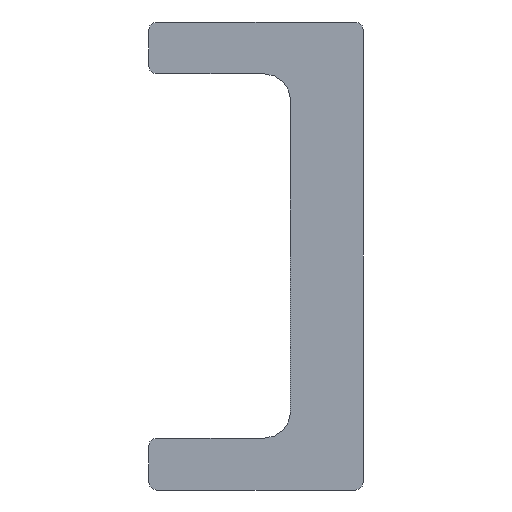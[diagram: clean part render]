
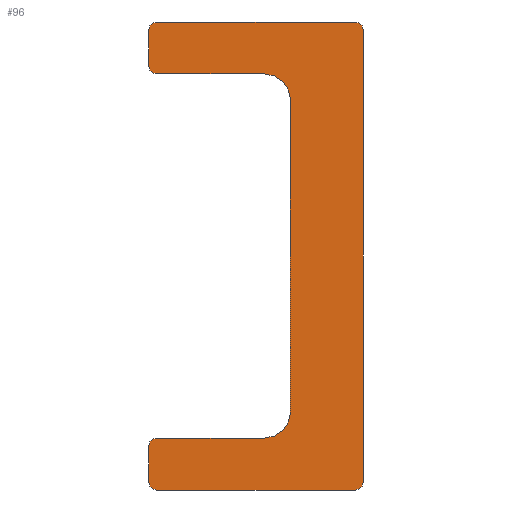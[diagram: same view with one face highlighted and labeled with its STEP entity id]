
A CAD part, front view. The second image highlights one B-rep face of the part: STEP entity #96.
In plain terms, the highlighted planar face has unit normal (0, -1, 0).
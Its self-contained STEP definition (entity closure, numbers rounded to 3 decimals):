
#96 = ADVANCED_FACE( '', ( #243 ), #244, .F. );
#243 = FACE_OUTER_BOUND( '', #500, .T. );
#244 = PLANE( '', #501 );
#500 = EDGE_LOOP( '', ( #769, #770, #771, #772, #773, #774, #775, #776, #777, #778, #779, #780, #781, #782, #783, #784 ) );
#501 = AXIS2_PLACEMENT_3D( '', #785, #786, #787 );
#769 = ORIENTED_EDGE( '', *, *, #1199, .F. );
#770 = ORIENTED_EDGE( '', *, *, #1200, .T. );
#771 = ORIENTED_EDGE( '', *, *, #1201, .F. );
#772 = ORIENTED_EDGE( '', *, *, #1202, .T. );
#773 = ORIENTED_EDGE( '', *, *, #1203, .F. );
#774 = ORIENTED_EDGE( '', *, *, #1204, .T. );
#775 = ORIENTED_EDGE( '', *, *, #1205, .F. );
#776 = ORIENTED_EDGE( '', *, *, #1206, .T. );
#777 = ORIENTED_EDGE( '', *, *, #1207, .F. );
#778 = ORIENTED_EDGE( '', *, *, #1208, .T. );
#779 = ORIENTED_EDGE( '', *, *, #1209, .F. );
#780 = ORIENTED_EDGE( '', *, *, #1193, .T. );
#781 = ORIENTED_EDGE( '', *, *, #1210, .F. );
#782 = ORIENTED_EDGE( '', *, *, #1211, .T. );
#783 = ORIENTED_EDGE( '', *, *, #1212, .F. );
#784 = ORIENTED_EDGE( '', *, *, #1185, .T. );
#785 = CARTESIAN_POINT( '', ( -4.125, 0., 9. ) );
#786 = DIRECTION( '', ( 0., 1., 0. ) );
#787 = DIRECTION( '', ( 0., 0., 1. ) );
#1185 = EDGE_CURVE( '', #1356, #1354, #1357, .F. );
#1193 = EDGE_CURVE( '', #1370, #1368, #1371, .F. );
#1199 = EDGE_CURVE( '', #1379, #1354, #1380, .T. );
#1200 = EDGE_CURVE( '', #1379, #1381, #1382, .F. );
#1201 = EDGE_CURVE( '', #1383, #1381, #1384, .T. );
#1202 = EDGE_CURVE( '', #1383, #1385, #1386, .F. );
#1203 = EDGE_CURVE( '', #1387, #1385, #1388, .T. );
#1204 = EDGE_CURVE( '', #1387, #1389, #1390, .F. );
#1205 = EDGE_CURVE( '', #1391, #1389, #1392, .T. );
#1206 = EDGE_CURVE( '', #1391, #1393, #1394, .T. );
#1207 = EDGE_CURVE( '', #1395, #1393, #1396, .T. );
#1208 = EDGE_CURVE( '', #1395, #1397, #1398, .T. );
#1209 = EDGE_CURVE( '', #1370, #1397, #1399, .T. );
#1210 = EDGE_CURVE( '', #1400, #1368, #1401, .T. );
#1211 = EDGE_CURVE( '', #1400, #1402, #1403, .F. );
#1212 = EDGE_CURVE( '', #1356, #1402, #1404, .T. );
#1354 = VERTEX_POINT( '', #1606 );
#1356 = VERTEX_POINT( '', #1609 );
#1357 = CIRCLE( '', #1610, 0.3 );
#1368 = VERTEX_POINT( '', #1622 );
#1370 = VERTEX_POINT( '', #1625 );
#1371 = CIRCLE( '', #1626, 0.3 );
#1379 = VERTEX_POINT( '', #1635 );
#1380 = LINE( '', #1636, #1637 );
#1381 = VERTEX_POINT( '', #1638 );
#1382 = CIRCLE( '', #1639, 0.3 );
#1383 = VERTEX_POINT( '', #1640 );
#1384 = LINE( '', #1641, #1642 );
#1385 = VERTEX_POINT( '', #1643 );
#1386 = CIRCLE( '', #1644, 0.3 );
#1387 = VERTEX_POINT( '', #1645 );
#1388 = LINE( '', #1646, #1647 );
#1389 = VERTEX_POINT( '', #1648 );
#1390 = CIRCLE( '', #1649, 0.3 );
#1391 = VERTEX_POINT( '', #1650 );
#1392 = LINE( '', #1651, #1652 );
#1393 = VERTEX_POINT( '', #1653 );
#1394 = CIRCLE( '', #1654, 1. );
#1395 = VERTEX_POINT( '', #1655 );
#1396 = LINE( '', #1656, #1657 );
#1397 = VERTEX_POINT( '', #1658 );
#1398 = CIRCLE( '', #1659, 1. );
#1399 = LINE( '', #1660, #1661 );
#1400 = VERTEX_POINT( '', #1662 );
#1401 = LINE( '', #1663, #1664 );
#1402 = VERTEX_POINT( '', #1665 );
#1403 = CIRCLE( '', #1666, 0.3 );
#1404 = LINE( '', #1667, #1668 );
#1606 = CARTESIAN_POINT( '', ( 4.125, 0., -8.7 ) );
#1609 = CARTESIAN_POINT( '', ( 3.825, 0., -9. ) );
#1610 = AXIS2_PLACEMENT_3D( '', #1892, #1893, #1894 );
#1622 = CARTESIAN_POINT( '', ( -4.125, 0., -7.3 ) );
#1625 = CARTESIAN_POINT( '', ( -3.825, 0., -7. ) );
#1626 = AXIS2_PLACEMENT_3D( '', #1906, #1907, #1908 );
#1635 = CARTESIAN_POINT( '', ( 4.125, 0., 8.7 ) );
#1636 = CARTESIAN_POINT( '', ( 4.125, 0., 9. ) );
#1637 = VECTOR( '', #1916, 1000. );
#1638 = CARTESIAN_POINT( '', ( 3.825, 0., 9. ) );
#1639 = AXIS2_PLACEMENT_3D( '', #1917, #1918, #1919 );
#1640 = CARTESIAN_POINT( '', ( -3.825, 0., 9. ) );
#1641 = CARTESIAN_POINT( '', ( -4.125, 0., 9. ) );
#1642 = VECTOR( '', #1920, 1000. );
#1643 = CARTESIAN_POINT( '', ( -4.125, 0., 8.7 ) );
#1644 = AXIS2_PLACEMENT_3D( '', #1921, #1922, #1923 );
#1645 = CARTESIAN_POINT( '', ( -4.125, 0., 7.3 ) );
#1646 = CARTESIAN_POINT( '', ( -4.125, 0., -9. ) );
#1647 = VECTOR( '', #1924, 1000. );
#1648 = CARTESIAN_POINT( '', ( -3.825, 0., 7. ) );
#1649 = AXIS2_PLACEMENT_3D( '', #1925, #1926, #1927 );
#1650 = CARTESIAN_POINT( '', ( 0.325, 0., 7. ) );
#1651 = CARTESIAN_POINT( '', ( -4.125, 0., 7. ) );
#1652 = VECTOR( '', #1928, 1000. );
#1653 = CARTESIAN_POINT( '', ( 1.325, 0., 6. ) );
#1654 = AXIS2_PLACEMENT_3D( '', #1929, #1930, #1931 );
#1655 = CARTESIAN_POINT( '', ( 1.325, 0., -6. ) );
#1656 = CARTESIAN_POINT( '', ( 1.325, 0., 7. ) );
#1657 = VECTOR( '', #1932, 1000. );
#1658 = CARTESIAN_POINT( '', ( 0.325, 0., -7. ) );
#1659 = AXIS2_PLACEMENT_3D( '', #1933, #1934, #1935 );
#1660 = CARTESIAN_POINT( '', ( 1.325, 0., -7. ) );
#1661 = VECTOR( '', #1936, 1000. );
#1662 = CARTESIAN_POINT( '', ( -4.125, 0., -8.7 ) );
#1663 = CARTESIAN_POINT( '', ( -4.125, 0., -9. ) );
#1664 = VECTOR( '', #1937, 1000. );
#1665 = CARTESIAN_POINT( '', ( -3.825, 0., -9. ) );
#1666 = AXIS2_PLACEMENT_3D( '', #1938, #1939, #1940 );
#1667 = CARTESIAN_POINT( '', ( 4.125, 0., -9. ) );
#1668 = VECTOR( '', #1941, 1000. );
#1892 = CARTESIAN_POINT( '', ( 3.825, 0., -8.7 ) );
#1893 = DIRECTION( '', ( 0., 1., 0. ) );
#1894 = DIRECTION( '', ( 0., 0., 1. ) );
#1906 = CARTESIAN_POINT( '', ( -3.825, 0., -7.3 ) );
#1907 = DIRECTION( '', ( 0., 1., 0. ) );
#1908 = DIRECTION( '', ( 0., 0., 1. ) );
#1916 = DIRECTION( '', ( 0., 0., -1. ) );
#1917 = CARTESIAN_POINT( '', ( 3.825, 0., 8.7 ) );
#1918 = DIRECTION( '', ( 0., 1., 0. ) );
#1919 = DIRECTION( '', ( 0., 0., 1. ) );
#1920 = DIRECTION( '', ( 1., 0., 0. ) );
#1921 = CARTESIAN_POINT( '', ( -3.825, 0., 8.7 ) );
#1922 = DIRECTION( '', ( 0., 1., 0. ) );
#1923 = DIRECTION( '', ( 0., 0., 1. ) );
#1924 = DIRECTION( '', ( 0., 0., 1. ) );
#1925 = CARTESIAN_POINT( '', ( -3.825, 0., 7.3 ) );
#1926 = DIRECTION( '', ( 0., 1., 0. ) );
#1927 = DIRECTION( '', ( 0., 0., 1. ) );
#1928 = DIRECTION( '', ( -1., 0., 0. ) );
#1929 = CARTESIAN_POINT( '', ( 0.325, 0., 6. ) );
#1930 = DIRECTION( '', ( 0., 1., 0. ) );
#1931 = DIRECTION( '', ( 0., 0., 1. ) );
#1932 = DIRECTION( '', ( 0., 0., 1. ) );
#1933 = CARTESIAN_POINT( '', ( 0.325, 0., -6. ) );
#1934 = DIRECTION( '', ( 0., 1., 0. ) );
#1935 = DIRECTION( '', ( 0., 0., 1. ) );
#1936 = DIRECTION( '', ( 1., 0., 0. ) );
#1937 = DIRECTION( '', ( 0., 0., 1. ) );
#1938 = CARTESIAN_POINT( '', ( -3.825, 0., -8.7 ) );
#1939 = DIRECTION( '', ( 0., 1., 0. ) );
#1940 = DIRECTION( '', ( 0., 0., 1. ) );
#1941 = DIRECTION( '', ( -1., 0., 0. ) );
